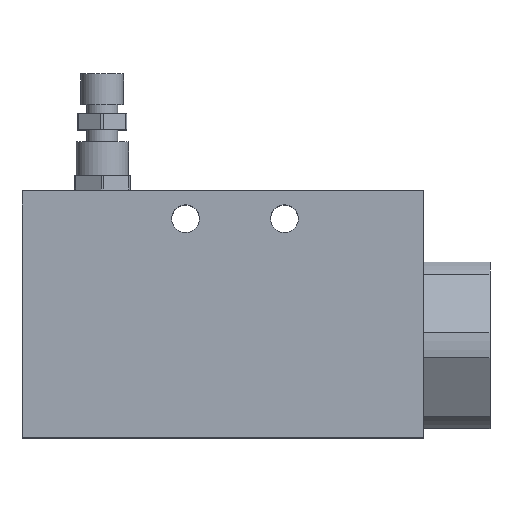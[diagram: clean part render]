
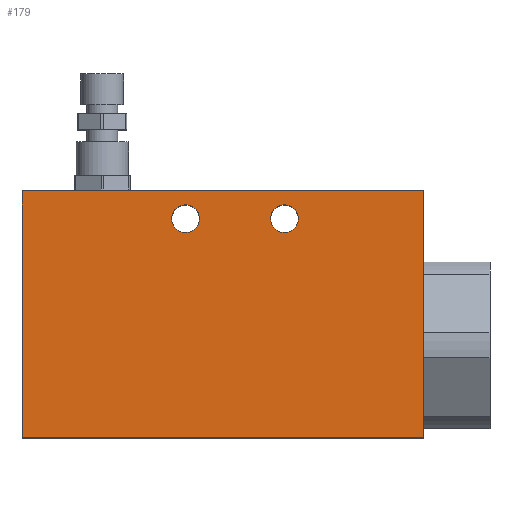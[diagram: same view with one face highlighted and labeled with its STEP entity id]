
A CAD part, top view. The second image highlights one B-rep face of the part: STEP entity #179.
In plain terms, the highlighted planar face has unit normal (0, 0, 1).
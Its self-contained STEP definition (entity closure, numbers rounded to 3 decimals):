
#179 = ADVANCED_FACE( '', ( #384, #385, #386 ), #387, .T. );
#384 = FACE_BOUND( '', #597, .T. );
#385 = FACE_BOUND( '', #598, .T. );
#386 = FACE_OUTER_BOUND( '', #599, .T. );
#387 = PLANE( '', #600 );
#597 = EDGE_LOOP( '', ( #1035 ) );
#598 = EDGE_LOOP( '', ( #1036 ) );
#599 = EDGE_LOOP( '', ( #1037, #1038, #1039, #1040 ) );
#600 = AXIS2_PLACEMENT_3D( '', #1041, #1042, #1043 );
#1035 = ORIENTED_EDGE( '', *, *, #1242, .F. );
#1036 = ORIENTED_EDGE( '', *, *, #1298, .F. );
#1037 = ORIENTED_EDGE( '', *, *, #1331, .T. );
#1038 = ORIENTED_EDGE( '', *, *, #1197, .T. );
#1039 = ORIENTED_EDGE( '', *, *, #1250, .T. );
#1040 = ORIENTED_EDGE( '', *, *, #1269, .T. );
#1041 = CARTESIAN_POINT( '', ( 0., 0., 15. ) );
#1042 = DIRECTION( '', ( 0., 0., 1. ) );
#1043 = DIRECTION( '', ( 1., 0., 0. ) );
#1197 = EDGE_CURVE( '', #1422, #1420, #1423, .T. );
#1242 = EDGE_CURVE( '', #1495, #1495, #1496, .T. );
#1250 = EDGE_CURVE( '', #1420, #1507, #1509, .T. );
#1269 = EDGE_CURVE( '', #1507, #1536, #1538, .T. );
#1298 = EDGE_CURVE( '', #1582, #1582, #1583, .T. );
#1331 = EDGE_CURVE( '', #1536, #1422, #1626, .T. );
#1420 = VERTEX_POINT( '', #1733 );
#1422 = VERTEX_POINT( '', #1736 );
#1423 = LINE( '', #1737, #1738 );
#1495 = VERTEX_POINT( '', #1827 );
#1496 = CIRCLE( '', #1828, 2.25 );
#1507 = VERTEX_POINT( '', #1841 );
#1509 = LINE( '', #1844, #1845 );
#1536 = VERTEX_POINT( '', #1882 );
#1538 = LINE( '', #1885, #1886 );
#1582 = VERTEX_POINT( '', #1944 );
#1583 = CIRCLE( '', #1945, 2.25 );
#1626 = LINE( '', #2000, #2001 );
#1733 = CARTESIAN_POINT( '', ( 0., 0., 15. ) );
#1736 = CARTESIAN_POINT( '', ( 0., 40., 15. ) );
#1737 = CARTESIAN_POINT( '', ( 0., 40., 15. ) );
#1738 = VECTOR( '', #2084, 1000. );
#1827 = CARTESIAN_POINT( '', ( 44.75, 35.5, 15. ) );
#1828 = AXIS2_PLACEMENT_3D( '', #2147, #2148, #2149 );
#1841 = CARTESIAN_POINT( '', ( 65., 0., 15. ) );
#1844 = CARTESIAN_POINT( '', ( 0., 0., 15. ) );
#1845 = VECTOR( '', #2159, 1000. );
#1882 = CARTESIAN_POINT( '', ( 65., 40., 15. ) );
#1885 = CARTESIAN_POINT( '', ( 65., 0., 15. ) );
#1886 = VECTOR( '', #2183, 1000. );
#1944 = CARTESIAN_POINT( '', ( 28.75, 35.5, 15. ) );
#1945 = AXIS2_PLACEMENT_3D( '', #2219, #2220, #2221 );
#2000 = CARTESIAN_POINT( '', ( 65., 40., 15. ) );
#2001 = VECTOR( '', #2258, 1000. );
#2084 = DIRECTION( '', ( 0., -1., 0. ) );
#2147 = CARTESIAN_POINT( '', ( 42.5, 35.5, 15. ) );
#2148 = DIRECTION( '', ( 0., 0., 1. ) );
#2149 = DIRECTION( '', ( 1., 0., 0. ) );
#2159 = DIRECTION( '', ( 1., 0., 0. ) );
#2183 = DIRECTION( '', ( 0., 1., 0. ) );
#2219 = CARTESIAN_POINT( '', ( 26.5, 35.5, 15. ) );
#2220 = DIRECTION( '', ( 0., 0., 1. ) );
#2221 = DIRECTION( '', ( 1., 0., 0. ) );
#2258 = DIRECTION( '', ( -1., 0., 0. ) );
